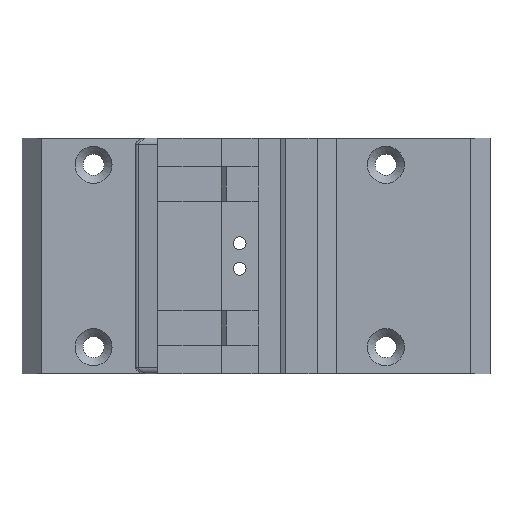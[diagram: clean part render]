
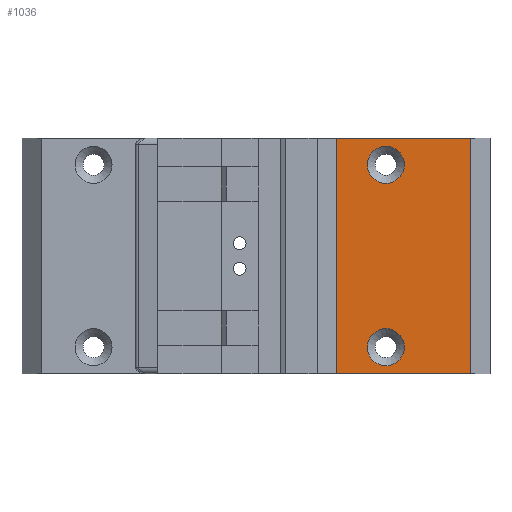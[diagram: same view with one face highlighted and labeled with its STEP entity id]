
A CAD part, left-side view. The second image highlights one B-rep face of the part: STEP entity #1036.
In plain terms, the highlighted planar face has unit normal (-1, 0, 0).
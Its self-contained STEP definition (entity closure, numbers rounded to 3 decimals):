
#230 = VERTEX_POINT('',#231);
#231 = CARTESIAN_POINT('',(-41.,20.985,-18.5));
#237 = EDGE_CURVE('',#230,#238,#240,.T.);
#238 = VERTEX_POINT('',#239);
#239 = CARTESIAN_POINT('',(-41.,-0.117,-18.5));
#240 = LINE('',#241,#242);
#241 = CARTESIAN_POINT('',(-41.,20.985,-18.5));
#242 = VECTOR('',#243,1.);
#243 = DIRECTION('',(0.,-1.,0.));
#390 = VERTEX_POINT('',#391);
#391 = CARTESIAN_POINT('',(-41.,20.985,18.5));
#397 = EDGE_CURVE('',#390,#398,#400,.T.);
#398 = VERTEX_POINT('',#399);
#399 = CARTESIAN_POINT('',(-41.,-0.117,18.5));
#400 = LINE('',#401,#402);
#401 = CARTESIAN_POINT('',(-41.,20.985,18.5));
#402 = VECTOR('',#403,1.);
#403 = DIRECTION('',(0.,-1.,0.));
#1008 = EDGE_CURVE('',#238,#398,#1009,.T.);
#1009 = LINE('',#1010,#1011);
#1010 = CARTESIAN_POINT('',(-41.,-0.117,-18.5));
#1011 = VECTOR('',#1012,1.);
#1012 = DIRECTION('',(0.,0.,1.));
#1036 = ADVANCED_FACE('',(#1037,#1048,#1059),#1070,.F.);
#1037 = FACE_BOUND('',#1038,.F.);
#1038 = EDGE_LOOP('',(#1039));
#1039 = ORIENTED_EDGE('',*,*,#1040,.F.);
#1040 = EDGE_CURVE('',#1041,#1041,#1043,.T.);
#1041 = VERTEX_POINT('',#1042);
#1042 = CARTESIAN_POINT('',(-41.,13.22,-11.405));
#1043 = CIRCLE('',#1044,2.9);
#1044 = AXIS2_PLACEMENT_3D('',#1045,#1046,#1047);
#1045 = CARTESIAN_POINT('',(-41.,13.22,-14.305));
#1046 = DIRECTION('',(1.,0.,0.));
#1047 = DIRECTION('',(0.,0.,1.));
#1048 = FACE_BOUND('',#1049,.F.);
#1049 = EDGE_LOOP('',(#1050,#1056,#1057,#1058));
#1050 = ORIENTED_EDGE('',*,*,#1051,.T.);
#1051 = EDGE_CURVE('',#230,#390,#1052,.T.);
#1052 = LINE('',#1053,#1054);
#1053 = CARTESIAN_POINT('',(-41.,20.985,-18.5));
#1054 = VECTOR('',#1055,1.);
#1055 = DIRECTION('',(0.,0.,1.));
#1056 = ORIENTED_EDGE('',*,*,#397,.T.);
#1057 = ORIENTED_EDGE('',*,*,#1008,.F.);
#1058 = ORIENTED_EDGE('',*,*,#237,.F.);
#1059 = FACE_BOUND('',#1060,.F.);
#1060 = EDGE_LOOP('',(#1061));
#1061 = ORIENTED_EDGE('',*,*,#1062,.F.);
#1062 = EDGE_CURVE('',#1063,#1063,#1065,.T.);
#1063 = VERTEX_POINT('',#1064);
#1064 = CARTESIAN_POINT('',(-41.,13.22,17.205));
#1065 = CIRCLE('',#1066,2.9);
#1066 = AXIS2_PLACEMENT_3D('',#1067,#1068,#1069);
#1067 = CARTESIAN_POINT('',(-41.,13.22,14.305));
#1068 = DIRECTION('',(1.,0.,0.));
#1069 = DIRECTION('',(0.,0.,1.));
#1070 = PLANE('',#1071);
#1071 = AXIS2_PLACEMENT_3D('',#1072,#1073,#1074);
#1072 = CARTESIAN_POINT('',(-41.,20.985,-18.5));
#1073 = DIRECTION('',(1.,0.,0.));
#1074 = DIRECTION('',(0.,-1.,0.));
